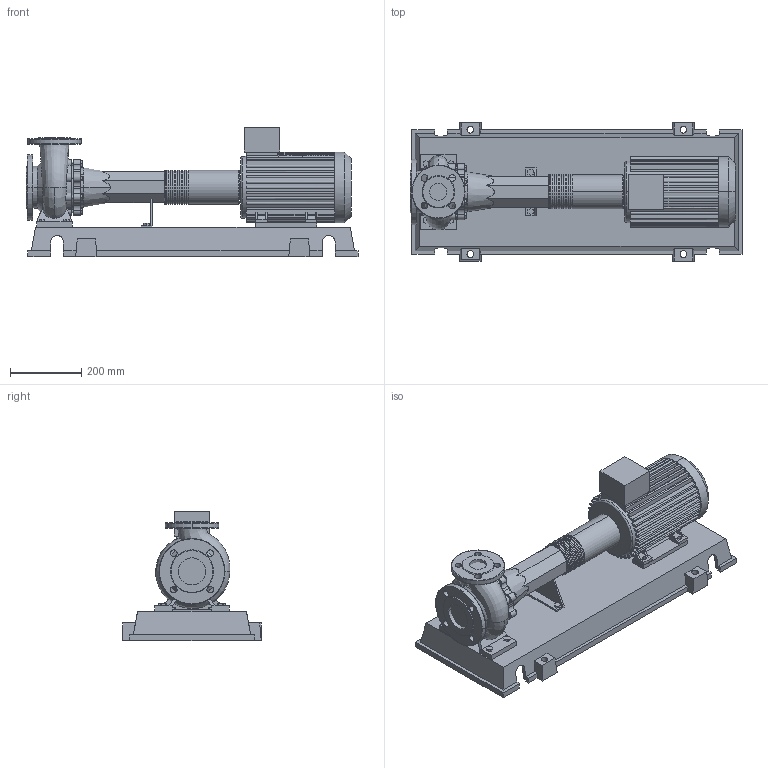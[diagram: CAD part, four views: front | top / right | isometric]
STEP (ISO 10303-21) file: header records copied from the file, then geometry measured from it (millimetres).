
FILE_DESCRIPTION((''),'2;1');
FILE_NAME('3d_NL40_125-3-2-12-4108951.stp','2015-03-03T07:07:25',(''),(''),'Mechanical Desktop 2009','Mechanical Desktop 2009',', , ');
FILE_SCHEMA(('CONFIG_CONTROL_DESIGN'));
Length unit declared in the file: millimetre
Products named in the file (1): Product
Bounding box: 935 x 390 x 364 mm (x, y, z)
Volume: 21673261.3 mm3; surface area: 2076133.2 mm2
Topology: 13 solids, 13 shells, 832 faces, 2212 edges, 1453 vertices
Faces by surface type: plane 424, bspline 205, cylinder 189, cone 8, torus 6
Entity records: 30577 total; most frequent: CARTESIAN_POINT 10022, ORIENTED_EDGE 4426, DIRECTION 3987, EDGE_CURVE 2213, VERTEX_POINT 1452, VECTOR 1433, LINE 1433, AXIS2_PLACEMENT_3D 1277
